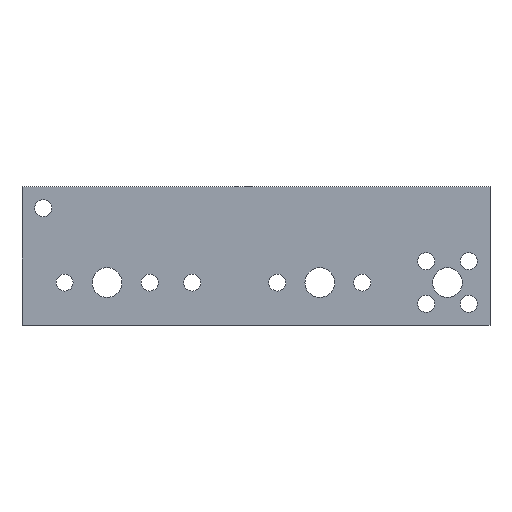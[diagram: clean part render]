
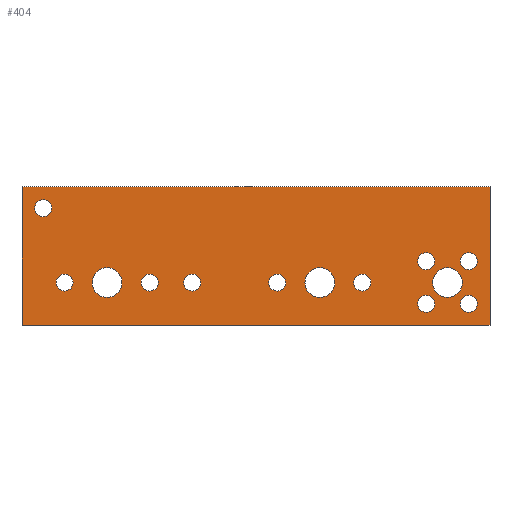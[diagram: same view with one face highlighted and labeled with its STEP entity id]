
A CAD part, top view. The second image highlights one B-rep face of the part: STEP entity #404.
In plain terms, the highlighted planar face has unit normal (0, 0, 1).
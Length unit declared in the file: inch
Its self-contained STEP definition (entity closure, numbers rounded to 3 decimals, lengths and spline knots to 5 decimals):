
#15=FACE_BOUND('',#84,.T.);
#16=FACE_BOUND('',#85,.T.);
#17=FACE_BOUND('',#86,.T.);
#18=FACE_BOUND('',#87,.T.);
#19=FACE_BOUND('',#88,.T.);
#20=FACE_BOUND('',#89,.T.);
#21=FACE_BOUND('',#90,.T.);
#22=FACE_BOUND('',#91,.T.);
#23=FACE_BOUND('',#92,.T.);
#24=FACE_BOUND('',#93,.T.);
#25=FACE_BOUND('',#94,.T.);
#26=FACE_BOUND('',#95,.T.);
#27=FACE_BOUND('',#96,.T.);
#45=PLANE('',#471);
#64=FACE_OUTER_BOUND('',#83,.T.);
#83=EDGE_LOOP('',(#340,#341,#342,#343));
#84=EDGE_LOOP('',(#344));
#85=EDGE_LOOP('',(#345));
#86=EDGE_LOOP('',(#346));
#87=EDGE_LOOP('',(#347));
#88=EDGE_LOOP('',(#348));
#89=EDGE_LOOP('',(#349));
#90=EDGE_LOOP('',(#350));
#91=EDGE_LOOP('',(#351));
#92=EDGE_LOOP('',(#352));
#93=EDGE_LOOP('',(#353));
#94=EDGE_LOOP('',(#354));
#95=EDGE_LOOP('',(#355));
#96=EDGE_LOOP('',(#356));
#126=LINE('',#676,#151);
#129=LINE('',#682,#154);
#132=LINE('',#688,#157);
#135=LINE('',#692,#160);
#151=VECTOR('',#570,0.3937);
#154=VECTOR('',#575,0.3937);
#157=VECTOR('',#580,0.3937);
#160=VECTOR('',#585,0.3937);
#161=CIRCLE('',#429,0.175);
#163=CIRCLE('',#432,0.1);
#165=CIRCLE('',#435,0.1);
#167=CIRCLE('',#438,0.1);
#169=CIRCLE('',#441,0.1);
#171=CIRCLE('',#444,0.1);
#173=CIRCLE('',#447,0.175);
#175=CIRCLE('',#450,0.1);
#177=CIRCLE('',#453,0.1);
#179=CIRCLE('',#456,0.1);
#181=CIRCLE('',#459,0.175);
#183=CIRCLE('',#462,0.1);
#185=CIRCLE('',#465,0.1);
#187=VERTEX_POINT('',#592);
#189=VERTEX_POINT('',#598);
#191=VERTEX_POINT('',#604);
#193=VERTEX_POINT('',#610);
#195=VERTEX_POINT('',#616);
#197=VERTEX_POINT('',#622);
#199=VERTEX_POINT('',#628);
#201=VERTEX_POINT('',#634);
#203=VERTEX_POINT('',#640);
#205=VERTEX_POINT('',#646);
#207=VERTEX_POINT('',#652);
#209=VERTEX_POINT('',#658);
#211=VERTEX_POINT('',#664);
#215=VERTEX_POINT('',#673);
#216=VERTEX_POINT('',#675);
#218=VERTEX_POINT('',#681);
#220=VERTEX_POINT('',#687);
#221=EDGE_CURVE('',#187,#187,#161,.T.);
#224=EDGE_CURVE('',#189,#189,#163,.T.);
#227=EDGE_CURVE('',#191,#191,#165,.T.);
#230=EDGE_CURVE('',#193,#193,#167,.T.);
#233=EDGE_CURVE('',#195,#195,#169,.T.);
#236=EDGE_CURVE('',#197,#197,#171,.T.);
#239=EDGE_CURVE('',#199,#199,#173,.T.);
#242=EDGE_CURVE('',#201,#201,#175,.T.);
#245=EDGE_CURVE('',#203,#203,#177,.T.);
#248=EDGE_CURVE('',#205,#205,#179,.T.);
#251=EDGE_CURVE('',#207,#207,#181,.T.);
#254=EDGE_CURVE('',#209,#209,#183,.T.);
#257=EDGE_CURVE('',#211,#211,#185,.T.);
#262=EDGE_CURVE('',#216,#215,#126,.T.);
#265=EDGE_CURVE('',#218,#216,#129,.T.);
#268=EDGE_CURVE('',#220,#218,#132,.T.);
#271=EDGE_CURVE('',#215,#220,#135,.T.);
#340=ORIENTED_EDGE('',*,*,#271,.T.);
#341=ORIENTED_EDGE('',*,*,#268,.T.);
#342=ORIENTED_EDGE('',*,*,#265,.T.);
#343=ORIENTED_EDGE('',*,*,#262,.T.);
#344=ORIENTED_EDGE('',*,*,#257,.T.);
#345=ORIENTED_EDGE('',*,*,#254,.T.);
#346=ORIENTED_EDGE('',*,*,#251,.T.);
#347=ORIENTED_EDGE('',*,*,#248,.T.);
#348=ORIENTED_EDGE('',*,*,#245,.T.);
#349=ORIENTED_EDGE('',*,*,#242,.T.);
#350=ORIENTED_EDGE('',*,*,#239,.T.);
#351=ORIENTED_EDGE('',*,*,#236,.T.);
#352=ORIENTED_EDGE('',*,*,#233,.T.);
#353=ORIENTED_EDGE('',*,*,#230,.T.);
#354=ORIENTED_EDGE('',*,*,#227,.T.);
#355=ORIENTED_EDGE('',*,*,#224,.T.);
#356=ORIENTED_EDGE('',*,*,#221,.T.);
#404=ADVANCED_FACE('',(#64,#15,#16,#17,#18,#19,#20,#21,#22,#23,#24,#25,
#26,#27),#45,.T.);
#429=AXIS2_PLACEMENT_3D('',#593,#477,#478);
#432=AXIS2_PLACEMENT_3D('',#599,#484,#485);
#435=AXIS2_PLACEMENT_3D('',#605,#491,#492);
#438=AXIS2_PLACEMENT_3D('',#611,#498,#499);
#441=AXIS2_PLACEMENT_3D('',#617,#505,#506);
#444=AXIS2_PLACEMENT_3D('',#623,#512,#513);
#447=AXIS2_PLACEMENT_3D('',#629,#519,#520);
#450=AXIS2_PLACEMENT_3D('',#635,#526,#527);
#453=AXIS2_PLACEMENT_3D('',#641,#533,#534);
#456=AXIS2_PLACEMENT_3D('',#647,#540,#541);
#459=AXIS2_PLACEMENT_3D('',#653,#547,#548);
#462=AXIS2_PLACEMENT_3D('',#659,#554,#555);
#465=AXIS2_PLACEMENT_3D('',#665,#561,#562);
#471=AXIS2_PLACEMENT_3D('',#693,#586,#587);
#477=DIRECTION('center_axis',(0.,0.,-1.));
#478=DIRECTION('ref_axis',(-1.,0.,0.));
#484=DIRECTION('center_axis',(0.,0.,-1.));
#485=DIRECTION('ref_axis',(-1.,0.,0.));
#491=DIRECTION('center_axis',(0.,0.,-1.));
#492=DIRECTION('ref_axis',(-1.,0.,0.));
#498=DIRECTION('center_axis',(0.,0.,-1.));
#499=DIRECTION('ref_axis',(-1.,0.,0.));
#505=DIRECTION('center_axis',(0.,0.,-1.));
#506=DIRECTION('ref_axis',(-1.,0.,0.));
#512=DIRECTION('center_axis',(0.,0.,-1.));
#513=DIRECTION('ref_axis',(-1.,0.,0.));
#519=DIRECTION('center_axis',(0.,0.,-1.));
#520=DIRECTION('ref_axis',(-1.,0.,0.));
#526=DIRECTION('center_axis',(0.,0.,-1.));
#527=DIRECTION('ref_axis',(-1.,0.,0.));
#533=DIRECTION('center_axis',(0.,0.,-1.));
#534=DIRECTION('ref_axis',(-1.,0.,0.));
#540=DIRECTION('center_axis',(0.,0.,-1.));
#541=DIRECTION('ref_axis',(-1.,0.,0.));
#547=DIRECTION('center_axis',(0.,0.,-1.));
#548=DIRECTION('ref_axis',(-1.,0.,0.));
#554=DIRECTION('center_axis',(0.,0.,-1.));
#555=DIRECTION('ref_axis',(-1.,0.,0.));
#561=DIRECTION('center_axis',(0.,0.,-1.));
#562=DIRECTION('ref_axis',(-1.,0.,0.));
#570=DIRECTION('',(1.,0.,0.));
#575=DIRECTION('',(0.,-1.,0.));
#580=DIRECTION('',(-1.,0.,0.));
#585=DIRECTION('',(0.,1.,0.));
#586=DIRECTION('center_axis',(0.,0.,1.));
#587=DIRECTION('ref_axis',(1.,0.,0.));
#592=CARTESIAN_POINT('',(5.175,0.5,0.0625));
#593=CARTESIAN_POINT('Origin',(5.,0.5,0.0625));
#598=CARTESIAN_POINT('',(5.35,0.75,0.0625));
#599=CARTESIAN_POINT('Origin',(5.25,0.75,0.0625));
#604=CARTESIAN_POINT('',(5.35,0.25,0.0625));
#605=CARTESIAN_POINT('Origin',(5.25,0.25,0.0625));
#610=CARTESIAN_POINT('',(4.85,0.25,0.0625));
#611=CARTESIAN_POINT('Origin',(4.75,0.25,0.0625));
#616=CARTESIAN_POINT('',(4.85,0.75,0.0625));
#617=CARTESIAN_POINT('Origin',(4.75,0.75,0.0625));
#622=CARTESIAN_POINT('',(0.6,0.5,0.0625));
#623=CARTESIAN_POINT('Origin',(0.5,0.5,0.0625));
#628=CARTESIAN_POINT('',(1.175,0.5,0.0625));
#629=CARTESIAN_POINT('Origin',(1.,0.5,0.0625));
#634=CARTESIAN_POINT('',(1.6,0.5,0.0625));
#635=CARTESIAN_POINT('Origin',(1.5,0.5,0.0625));
#640=CARTESIAN_POINT('',(2.1,0.5,0.0625));
#641=CARTESIAN_POINT('Origin',(2.,0.5,0.0625));
#646=CARTESIAN_POINT('',(3.1,0.5,0.0625));
#647=CARTESIAN_POINT('Origin',(3.,0.5,0.0625));
#652=CARTESIAN_POINT('',(3.675,0.5,0.0625));
#653=CARTESIAN_POINT('Origin',(3.5,0.5,0.0625));
#658=CARTESIAN_POINT('',(4.1,0.5,0.0625));
#659=CARTESIAN_POINT('Origin',(4.,0.5,0.0625));
#664=CARTESIAN_POINT('',(0.35,1.375,0.0625));
#665=CARTESIAN_POINT('Origin',(0.25,1.375,0.0625));
#673=CARTESIAN_POINT('',(5.5,0.,0.0625));
#675=CARTESIAN_POINT('',(0.,0.,0.0625));
#676=CARTESIAN_POINT('',(0.,0.,0.0625));
#681=CARTESIAN_POINT('',(0.,1.625,0.0625));
#682=CARTESIAN_POINT('',(0.,1.625,0.0625));
#687=CARTESIAN_POINT('',(5.5,1.625,0.0625));
#688=CARTESIAN_POINT('',(5.5,1.625,0.0625));
#692=CARTESIAN_POINT('',(5.5,0.,0.0625));
#693=CARTESIAN_POINT('Origin',(2.75,0.8125,0.0625));
